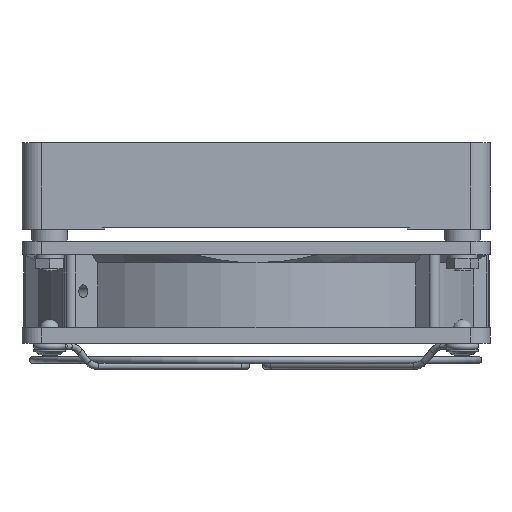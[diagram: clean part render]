
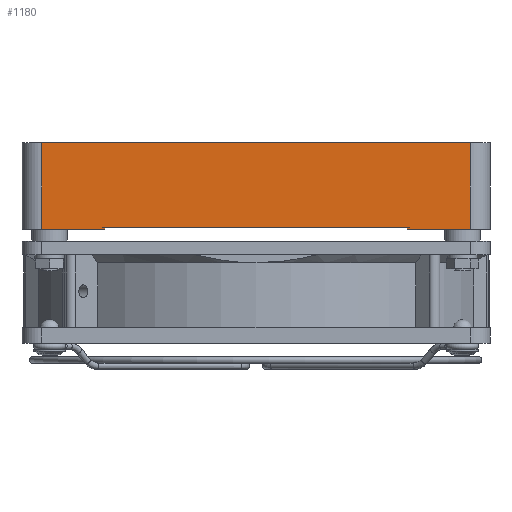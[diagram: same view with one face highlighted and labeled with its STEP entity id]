
A CAD part, front view. The second image highlights one B-rep face of the part: STEP entity #1180.
In plain terms, the highlighted planar face has unit normal (0, -1, 0).
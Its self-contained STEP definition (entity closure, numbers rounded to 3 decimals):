
#1180=ADVANCED_FACE('',(#3424),#2667,.F.);
#2667=PLANE('',#27827);
#3424=FACE_OUTER_BOUND('',#9713,.T.);
#5684=LINE('',#37581,#7328);
#5759=LINE('',#38212,#7403);
#5833=LINE('',#38779,#7477);
#6223=LINE('',#40626,#7867);
#6224=LINE('',#40627,#7868);
#6225=LINE('',#40628,#7869);
#6226=LINE('',#40630,#7870);
#6227=LINE('',#40632,#7871);
#7328=VECTOR('',#30062,1.);
#7403=VECTOR('',#30619,1.);
#7477=VECTOR('',#31113,1.);
#7867=VECTOR('',#32099,1.);
#7868=VECTOR('',#32100,1.);
#7869=VECTOR('',#32101,1.);
#7870=VECTOR('',#32102,1.);
#7871=VECTOR('',#32103,1.);
#9713=EDGE_LOOP('',(#12867,#12868,#12869,#12870,#12871,#12872,#12873,#12874));
#12867=ORIENTED_EDGE('',*,*,#22114,.T.);
#12868=ORIENTED_EDGE('',*,*,#22971,.T.);
#12869=ORIENTED_EDGE('',*,*,#21800,.F.);
#12870=ORIENTED_EDGE('',*,*,#22972,.F.);
#12871=ORIENTED_EDGE('',*,*,#22397,.F.);
#12872=ORIENTED_EDGE('',*,*,#22973,.T.);
#12873=ORIENTED_EDGE('',*,*,#22974,.F.);
#12874=ORIENTED_EDGE('',*,*,#22975,.T.);
#19284=VERTEX_POINT('',#37582);
#19285=VERTEX_POINT('',#37583);
#19598=VERTEX_POINT('',#38211);
#19599=VERTEX_POINT('',#38213);
#19881=VERTEX_POINT('',#38778);
#19882=VERTEX_POINT('',#38780);
#20299=VERTEX_POINT('',#40629);
#20300=VERTEX_POINT('',#40631);
#21800=EDGE_CURVE('',#19284,#19285,#5684,.T.);
#22114=EDGE_CURVE('',#19599,#19598,#5759,.T.);
#22397=EDGE_CURVE('',#19881,#19882,#5833,.T.);
#22971=EDGE_CURVE('',#19598,#19285,#6223,.T.);
#22972=EDGE_CURVE('',#19882,#19284,#6224,.T.);
#22973=EDGE_CURVE('',#19881,#20299,#6225,.T.);
#22974=EDGE_CURVE('',#20300,#20299,#6226,.T.);
#22975=EDGE_CURVE('',#20300,#19599,#6227,.T.);
#27827=AXIS2_PLACEMENT_3D('',#40633,#32104,#32105);
#30062=DIRECTION('',(-1.,0.,0.));
#30619=DIRECTION('',(-1.,0.,0.));
#31113=DIRECTION('',(-1.,0.,0.));
#32099=DIRECTION('',(0.,0.,-1.));
#32100=DIRECTION('',(0.,0.,-1.));
#32101=DIRECTION('',(0.,0.,-1.));
#32102=DIRECTION('',(-1.,0.,0.));
#32103=DIRECTION('',(0.,0.,1.));
#32104=DIRECTION('',(0.,1.,0.));
#32105=DIRECTION('',(0.,0.,1.));
#37581=CARTESIAN_POINT('',(-38.5,-59.5,-11.25));
#37582=CARTESIAN_POINT('',(-38.5,-59.5,-11.25));
#37583=CARTESIAN_POINT('',(-54.5,-59.5,-11.25));
#38211=CARTESIAN_POINT('',(-54.5,-59.5,10.75));
#38212=CARTESIAN_POINT('',(59.5,-59.5,10.75));
#38213=CARTESIAN_POINT('',(54.5,-59.5,10.75));
#38778=CARTESIAN_POINT('',(38.5,-59.5,-10.75));
#38779=CARTESIAN_POINT('',(59.5,-59.5,-10.75));
#38780=CARTESIAN_POINT('',(-38.5,-59.5,-10.75));
#40626=CARTESIAN_POINT('',(-54.5,-59.5,-10.75));
#40627=CARTESIAN_POINT('',(-38.5,-59.5,-10.75));
#40628=CARTESIAN_POINT('',(38.5,-59.5,-10.75));
#40629=CARTESIAN_POINT('',(38.5,-59.5,-11.25));
#40630=CARTESIAN_POINT('',(59.5,-59.5,-11.25));
#40631=CARTESIAN_POINT('',(54.5,-59.5,-11.25));
#40632=CARTESIAN_POINT('',(54.5,-59.5,-10.75));
#40633=CARTESIAN_POINT('',(59.5,-59.5,-10.75));
